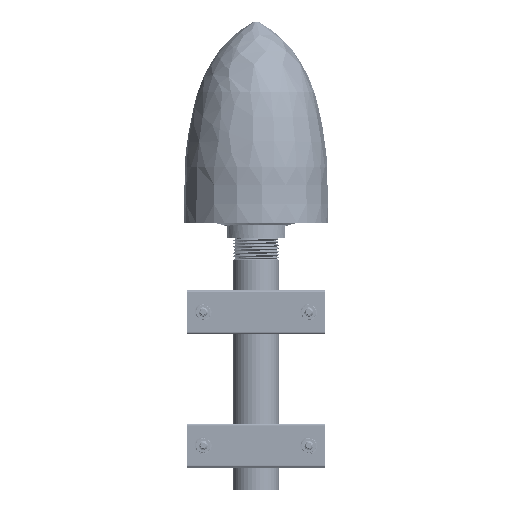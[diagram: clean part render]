
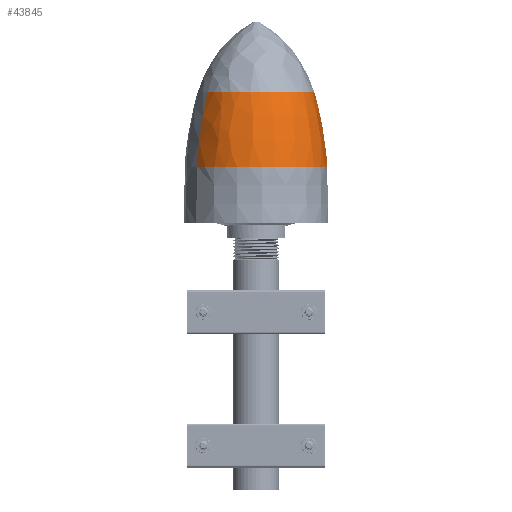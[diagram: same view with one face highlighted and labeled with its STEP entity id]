
A CAD part, top view. The second image highlights one B-rep face of the part: STEP entity #43845.
In plain terms, the highlighted free-form (B-spline) face has degree [3, 3] with [4, 4] control points.
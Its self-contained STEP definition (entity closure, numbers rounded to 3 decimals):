
#1375 = DIRECTION ( 'NONE',  ( 1., 0., 0. ) ) ;
#2847 = CIRCLE ( 'NONE', #112545, 200. ) ;
#4418 = FACE_OUTER_BOUND ( 'NONE', #22372, .T. ) ;
#4483 = DIRECTION ( 'NONE',  ( -1., 0., 0. ) ) ;
#4619 = CARTESIAN_POINT ( 'NONE',  ( 74.395, 60.441, -37.197 ) ) ;
#12505 = CARTESIAN_POINT ( 'NONE',  ( 0., 31.97, 40.585 ) ) ;
#13590 = ORIENTED_EDGE ( 'NONE', *, *, #69269, .F. ) ;
#14063 = DIRECTION ( 'NONE',  ( 0., -1., 0. ) ) ;
#15719 = EDGE_CURVE ( 'NONE', #75576, #103828, #2847, .T. ) ;
#22372 = EDGE_LOOP ( 'NONE', ( #13590, #76900, #92131, #104894 ) ) ;
#23017 = CARTESIAN_POINT ( 'NONE',  ( 0., 60.441, -37.197 ) ) ;
#29880 = CIRCLE ( 'NONE', #99849, 33.235 ) ;
#32689 = VERTEX_POINT ( 'NONE', #54504 ) ;
#35371 = DIRECTION ( 'NONE',  ( 0., -1., 0. ) ) ;
#36997 = CARTESIAN_POINT ( 'NONE',  ( 0., 19.04, 158.997 ) ) ;
#41172 =( BOUNDED_SURFACE ( )  B_SPLINE_SURFACE ( 3, 3, ( 
 ( #64646, #57158, #66163, #12505 ),
 ( #46573, #100745, #109361, #58334 ),
 ( #23017, #4619, #102693, #48919 ),
 ( #67322, #103070, #93236, #94820 ) ),
 .UNSPECIFIED., .F., .F., .F. ) 
 B_SPLINE_SURFACE_WITH_KNOTS ( ( 4, 4 ),
 ( 4, 4 ),
 ( 0., 1. ),
 ( 0., 1. ),
 .UNSPECIFIED. ) 
 GEOMETRIC_REPRESENTATION_ITEM ( )  RATIONAL_B_SPLINE_SURFACE ( (
 ( 1., 0.333, 0.333, 1.),
 ( 0.996, 0.332, 0.332, 0.996),
 ( 0.996, 0.332, 0.332, 0.996),
 ( 1., 0.333, 0.333, 1.) ) ) 
 REPRESENTATION_ITEM ( '' )  SURFACE ( )  );
#43845 = ADVANCED_FACE ( 'NONE', ( #4418 ), #41172, .T. ) ;
#46573 = CARTESIAN_POINT ( 'NONE',  ( 0., 46.297, -39.657 ) ) ;
#48919 = CARTESIAN_POINT ( 'NONE',  ( 0., 60.441, 37.197 ) ) ;
#49167 = CARTESIAN_POINT ( 'NONE',  ( 0., 19.04, -158.997 ) ) ;
#49647 = VERTEX_POINT ( 'NONE', #62721 ) ;
#53032 = DIRECTION ( 'NONE',  ( 0., 0., -1. ) ) ;
#54504 = CARTESIAN_POINT ( 'NONE',  ( 0., 31.97, 40.585 ) ) ;
#54628 = EDGE_CURVE ( 'NONE', #103828, #49647, #29880, .T. ) ;
#57158 = CARTESIAN_POINT ( 'NONE',  ( 81.17, 31.97, -40.585 ) ) ;
#58334 = CARTESIAN_POINT ( 'NONE',  ( 0., 46.297, 39.657 ) ) ;
#62721 = CARTESIAN_POINT ( 'NONE',  ( 0., 74.24, 33.235 ) ) ;
#64042 = CARTESIAN_POINT ( 'NONE',  ( 0., 74.24, -33.235 ) ) ;
#64646 = CARTESIAN_POINT ( 'NONE',  ( 0., 31.97, -40.585 ) ) ;
#65028 = CARTESIAN_POINT ( 'NONE',  ( 0., 74.24, 0. ) ) ;
#65598 = EDGE_CURVE ( 'NONE', #75576, #32689, #100139, .T. ) ;
#66163 = CARTESIAN_POINT ( 'NONE',  ( 81.17, 31.97, 40.585 ) ) ;
#67322 = CARTESIAN_POINT ( 'NONE',  ( 0., 74.24, -33.235 ) ) ;
#69269 = EDGE_CURVE ( 'NONE', #32689, #49647, #99677, .T. ) ;
#75576 = VERTEX_POINT ( 'NONE', #116221 ) ;
#76103 = AXIS2_PLACEMENT_3D ( 'NONE', #89132, #35371, #53032 ) ;
#76900 = ORIENTED_EDGE ( 'NONE', *, *, #65598, .F. ) ;
#82846 = DIRECTION ( 'NONE',  ( 0., 0., -1. ) ) ;
#84823 = DIRECTION ( 'NONE',  ( 0., 0., 1. ) ) ;
#86290 = AXIS2_PLACEMENT_3D ( 'NONE', #49167, #4483, #84823 ) ;
#89132 = CARTESIAN_POINT ( 'NONE',  ( 0., 31.97, 0. ) ) ;
#92131 = ORIENTED_EDGE ( 'NONE', *, *, #15719, .T. ) ;
#93236 = CARTESIAN_POINT ( 'NONE',  ( 66.47, 74.24, 33.235 ) ) ;
#94439 = DIRECTION ( 'NONE',  ( 0., 0., -1. ) ) ;
#94820 = CARTESIAN_POINT ( 'NONE',  ( 0., 74.24, 33.235 ) ) ;
#99677 = CIRCLE ( 'NONE', #86290, 200. ) ;
#99849 = AXIS2_PLACEMENT_3D ( 'NONE', #65028, #14063, #94439 ) ;
#100139 = CIRCLE ( 'NONE', #76103, 40.585 ) ;
#100745 = CARTESIAN_POINT ( 'NONE',  ( 79.314, 46.297, -39.657 ) ) ;
#102693 = CARTESIAN_POINT ( 'NONE',  ( 74.395, 60.441, 37.197 ) ) ;
#103070 = CARTESIAN_POINT ( 'NONE',  ( 66.47, 74.24, -33.235 ) ) ;
#103828 = VERTEX_POINT ( 'NONE', #64042 ) ;
#104894 = ORIENTED_EDGE ( 'NONE', *, *, #54628, .T. ) ;
#109361 = CARTESIAN_POINT ( 'NONE',  ( 79.314, 46.297, 39.657 ) ) ;
#112545 = AXIS2_PLACEMENT_3D ( 'NONE', #36997, #1375, #82846 ) ;
#116221 = CARTESIAN_POINT ( 'NONE',  ( 0., 31.97, -40.585 ) ) ;
